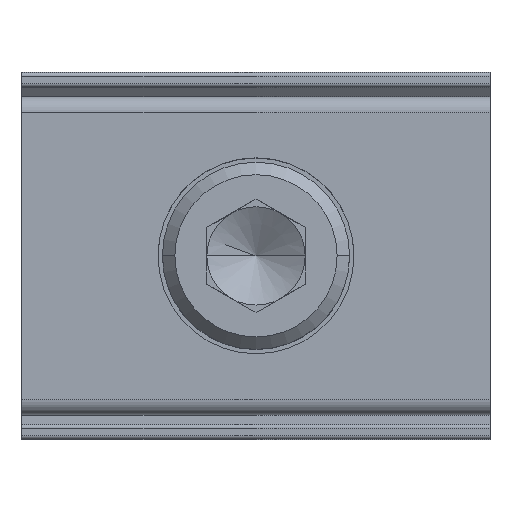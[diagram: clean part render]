
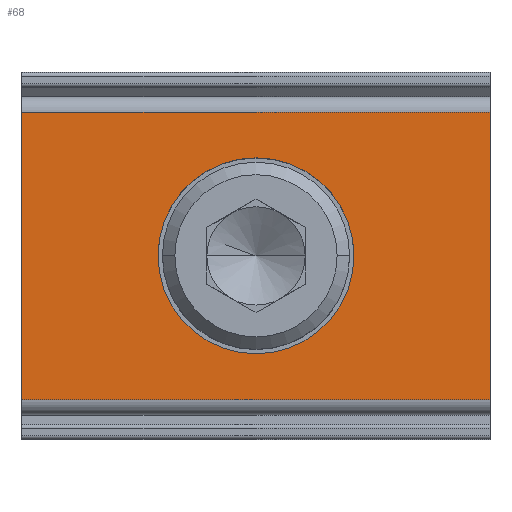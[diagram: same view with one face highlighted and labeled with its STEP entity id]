
A CAD part, top view. The second image highlights one B-rep face of the part: STEP entity #68.
In plain terms, the highlighted planar face has unit normal (0, 0, 1).
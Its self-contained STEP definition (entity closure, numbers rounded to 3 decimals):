
#31 = LINE ( 'NONE', #2477, #1156 ) ;
#61 = AXIS2_PLACEMENT_3D ( 'NONE', #195, #226, #2853 ) ;
#68 = ADVANCED_FACE ( 'NONE', ( #2607, #624 ), #2392, .F. ) ;
#195 = CARTESIAN_POINT ( 'NONE',  ( 23.813, -14.627, 23.8 ) ) ;
#226 = DIRECTION ( 'NONE',  ( 0., 0., -1. ) ) ;
#246 = EDGE_CURVE ( 'NONE', #594, #1562, #830, .T. ) ;
#482 = CIRCLE ( 'NONE', #2003, 9.97 ) ;
#543 = VERTEX_POINT ( 'NONE', #644 ) ;
#580 = DIRECTION ( 'NONE',  ( 0., 0., 1. ) ) ;
#594 = VERTEX_POINT ( 'NONE', #856 ) ;
#624 = FACE_BOUND ( 'NONE', #816, .T. ) ;
#644 = CARTESIAN_POINT ( 'NONE',  ( 23.813, 14.627, 23.8 ) ) ;
#685 = EDGE_CURVE ( 'NONE', #543, #2276, #31, .T. ) ;
#798 = DIRECTION ( 'NONE',  ( -1., 0., 0. ) ) ;
#816 = EDGE_LOOP ( 'NONE', ( #1983, #1341 ) ) ;
#830 = CIRCLE ( 'NONE', #2459, 9.97 ) ;
#840 = VECTOR ( 'NONE', #1826, 1000. ) ;
#856 = CARTESIAN_POINT ( 'NONE',  ( 9.97, 0., 23.8 ) ) ;
#886 = VECTOR ( 'NONE', #2506, 1000. ) ;
#980 = CARTESIAN_POINT ( 'NONE',  ( 0., 0., 23.8 ) ) ;
#1032 = DIRECTION ( 'NONE',  ( 0., 0., 1. ) ) ;
#1156 = VECTOR ( 'NONE', #2064, 1000. ) ;
#1159 = ORIENTED_EDGE ( 'NONE', *, *, #1415, .T. ) ;
#1341 = ORIENTED_EDGE ( 'NONE', *, *, #2021, .F. ) ;
#1352 = CARTESIAN_POINT ( 'NONE',  ( 23.813, -14.627, 23.8 ) ) ;
#1415 = EDGE_CURVE ( 'NONE', #2276, #2181, #2495, .T. ) ;
#1441 = DIRECTION ( 'NONE',  ( -1., 0., 0. ) ) ;
#1562 = VERTEX_POINT ( 'NONE', #1698 ) ;
#1576 = CARTESIAN_POINT ( 'NONE',  ( 23.813, -14.627, 23.8 ) ) ;
#1610 = EDGE_CURVE ( 'NONE', #543, #2525, #2534, .T. ) ;
#1645 = LINE ( 'NONE', #2289, #2704 ) ;
#1680 = CARTESIAN_POINT ( 'NONE',  ( 0., 0., 23.8 ) ) ;
#1698 = CARTESIAN_POINT ( 'NONE',  ( -9.97, 0., 23.8 ) ) ;
#1826 = DIRECTION ( 'NONE',  ( 0., -1., 0. ) ) ;
#1983 = ORIENTED_EDGE ( 'NONE', *, *, #246, .F. ) ;
#2003 = AXIS2_PLACEMENT_3D ( 'NONE', #1680, #580, #1441 ) ;
#2021 = EDGE_CURVE ( 'NONE', #1562, #594, #482, .T. ) ;
#2064 = DIRECTION ( 'NONE',  ( -1., 0., 0. ) ) ;
#2082 = DIRECTION ( 'NONE',  ( -1., 0., 0. ) ) ;
#2181 = VERTEX_POINT ( 'NONE', #2851 ) ;
#2276 = VERTEX_POINT ( 'NONE', #2421 ) ;
#2289 = CARTESIAN_POINT ( 'NONE',  ( 23.813, -14.627, 23.8 ) ) ;
#2314 = CARTESIAN_POINT ( 'NONE',  ( -23.813, -14.627, 23.8 ) ) ;
#2359 = ORIENTED_EDGE ( 'NONE', *, *, #1610, .F. ) ;
#2392 = PLANE ( 'NONE',  #61 ) ;
#2417 = ORIENTED_EDGE ( 'NONE', *, *, #685, .T. ) ;
#2421 = CARTESIAN_POINT ( 'NONE',  ( -23.813, 14.627, 23.8 ) ) ;
#2459 = AXIS2_PLACEMENT_3D ( 'NONE', #980, #1032, #2082 ) ;
#2477 = CARTESIAN_POINT ( 'NONE',  ( 23.813, 14.627, 23.8 ) ) ;
#2495 = LINE ( 'NONE', #2314, #840 ) ;
#2506 = DIRECTION ( 'NONE',  ( 0., -1., 0. ) ) ;
#2525 = VERTEX_POINT ( 'NONE', #1576 ) ;
#2534 = LINE ( 'NONE', #1352, #886 ) ;
#2542 = EDGE_CURVE ( 'NONE', #2525, #2181, #1645, .T. ) ;
#2578 = EDGE_LOOP ( 'NONE', ( #1159, #2757, #2359, #2417 ) ) ;
#2607 = FACE_OUTER_BOUND ( 'NONE', #2578, .T. ) ;
#2704 = VECTOR ( 'NONE', #798, 1000. ) ;
#2757 = ORIENTED_EDGE ( 'NONE', *, *, #2542, .F. ) ;
#2851 = CARTESIAN_POINT ( 'NONE',  ( -23.813, -14.627, 23.8 ) ) ;
#2853 = DIRECTION ( 'NONE',  ( -1., 0., 0. ) ) ;
